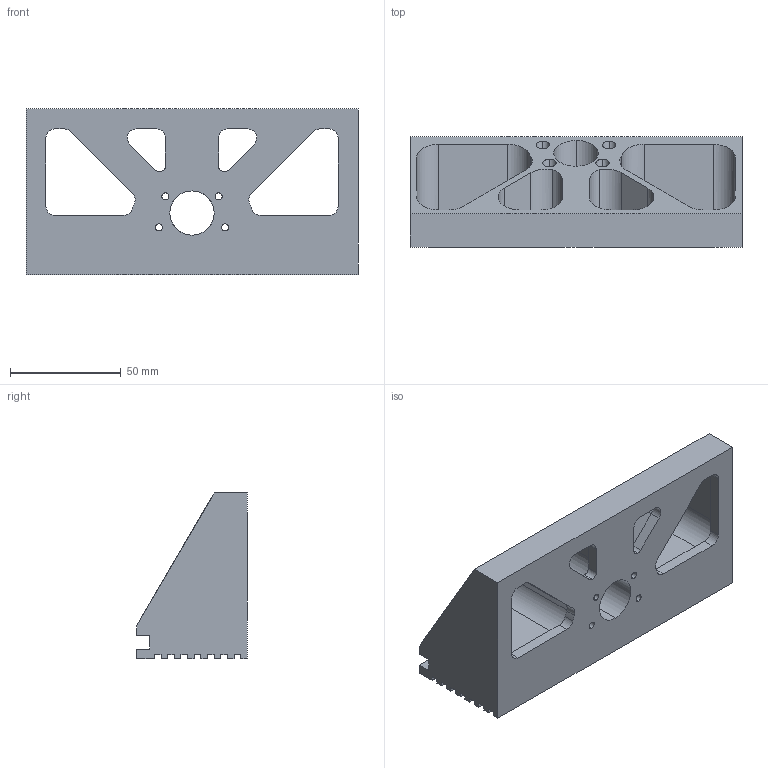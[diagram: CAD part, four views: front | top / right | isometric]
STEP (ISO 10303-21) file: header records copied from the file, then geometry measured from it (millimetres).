
FILE_DESCRIPTION (( 'STEP AP203' ), '1' );
FILE_NAME ('CAM_3.STEP', '2024-10-30T13:12:00', ( '' ), ( '' ), 'SwSTEP 2.0', 'SolidWorks 2024', '' );
FILE_SCHEMA (( 'CONFIG_CONTROL_DESIGN' ));
Length unit declared in the file: millimetre
Products named in the file (1): CAM_3
Bounding box: 150 x 50 x 75 mm (x, y, z)
Volume: 220289.1 mm3; surface area: 58426.2 mm2
Topology: 1 solids, 1 shells, 133 faces, 369 edges, 246 vertices
Faces by surface type: plane 75, cylinder 58
Entity records: 4362 total; most frequent: CARTESIAN_POINT 839, ORIENTED_EDGE 738, DIRECTION 693, EDGE_CURVE 369, VECTOR 253, LINE 253, VERTEX_POINT 246, AXIS2_PLACEMENT_3D 220
